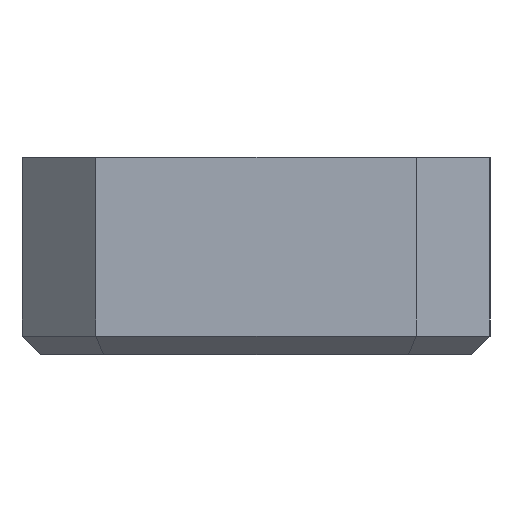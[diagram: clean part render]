
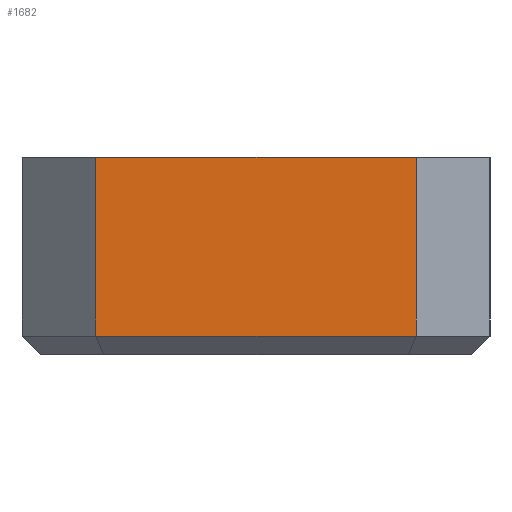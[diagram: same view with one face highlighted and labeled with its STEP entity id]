
A CAD part, left-side view. The second image highlights one B-rep face of the part: STEP entity #1682.
In plain terms, the highlighted planar face has unit normal (-1, 0, 0).
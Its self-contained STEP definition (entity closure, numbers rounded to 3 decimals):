
#63=FACE_OUTER_BOUND('',#158,.T.);
#158=EDGE_LOOP('',(#1189,#1190,#1191,#1192));
#262=LINE('',#2378,#491);
#302=LINE('',#2461,#531);
#304=LINE('',#2465,#533);
#305=LINE('',#2466,#534);
#491=VECTOR('',#1929,10.);
#531=VECTOR('',#2003,10.);
#533=VECTOR('',#2007,10.);
#534=VECTOR('',#2008,10.);
#712=VERTEX_POINT('',#2375);
#713=VERTEX_POINT('',#2377);
#739=VERTEX_POINT('',#2460);
#740=VERTEX_POINT('',#2464);
#873=EDGE_CURVE('',#712,#713,#262,.T.);
#915=EDGE_CURVE('',#713,#739,#302,.T.);
#917=EDGE_CURVE('',#712,#740,#304,.T.);
#918=EDGE_CURVE('',#739,#740,#305,.T.);
#1189=ORIENTED_EDGE('',*,*,#873,.F.);
#1190=ORIENTED_EDGE('',*,*,#917,.T.);
#1191=ORIENTED_EDGE('',*,*,#918,.F.);
#1192=ORIENTED_EDGE('',*,*,#915,.F.);
#1589=PLANE('',#1802);
#1682=ADVANCED_FACE('',(#63),#1589,.T.);
#1802=AXIS2_PLACEMENT_3D('',#2463,#2005,#2006);
#1929=DIRECTION('',(0.,1.,0.));
#2003=DIRECTION('',(0.,0.,1.));
#2005=DIRECTION('center_axis',(-1.,0.,0.));
#2006=DIRECTION('ref_axis',(0.,-1.,0.));
#2007=DIRECTION('',(0.,0.,1.));
#2008=DIRECTION('',(0.,-1.,0.));
#2375=CARTESIAN_POINT('',(-21.35,-6.5,0.75));
#2377=CARTESIAN_POINT('',(-21.35,6.5,0.75));
#2378=CARTESIAN_POINT('',(-21.35,3.25,0.75));
#2460=CARTESIAN_POINT('',(-21.35,6.5,8.));
#2461=CARTESIAN_POINT('',(-21.35,6.5,0.));
#2463=CARTESIAN_POINT('Origin',(-21.35,6.5,0.));
#2464=CARTESIAN_POINT('',(-21.35,-6.5,8.));
#2465=CARTESIAN_POINT('',(-21.35,-6.5,0.));
#2466=CARTESIAN_POINT('',(-21.35,6.5,8.));
